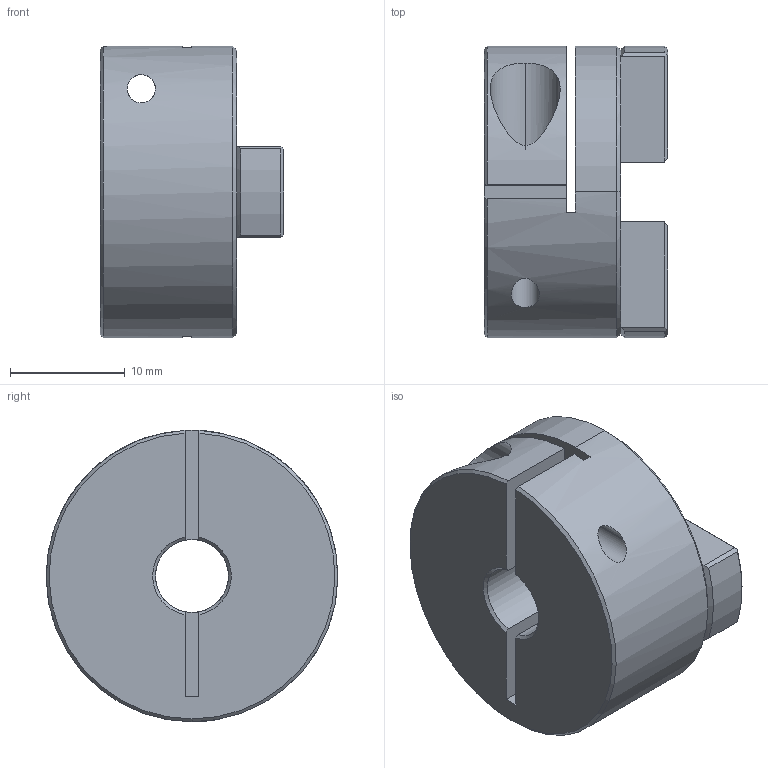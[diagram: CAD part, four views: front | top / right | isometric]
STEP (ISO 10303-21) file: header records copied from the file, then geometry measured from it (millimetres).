
FILE_DESCRIPTION (( 'STEP AP214' ), '1' );
FILE_NAME ('DC-DAC25-04.STEP', '2015-12-01T23:12:25', ( '' ), ( '' ), 'SwSTEP 2.0', 'SolidWorks 2015', '' );
FILE_SCHEMA (( 'AUTOMOTIVE_DESIGN' ));
Length unit declared in the file: millimetre
Products named in the file (1): DC-DAC25-04
Bounding box: 16 x 25.4 x 25.4 mm (x, y, z)
Volume: 5549.2 mm3; surface area: 3264.9 mm2
Topology: 1 solids, 1 shells, 55 faces, 152 edges, 99 vertices
Faces by surface type: plane 29, cylinder 16, cone 10
Entity records: 1932 total; most frequent: CARTESIAN_POINT 495, ORIENTED_EDGE 304, DIRECTION 286, EDGE_CURVE 152, AXIS2_PLACEMENT_3D 108, VERTEX_POINT 99, LINE 70, VECTOR 70
